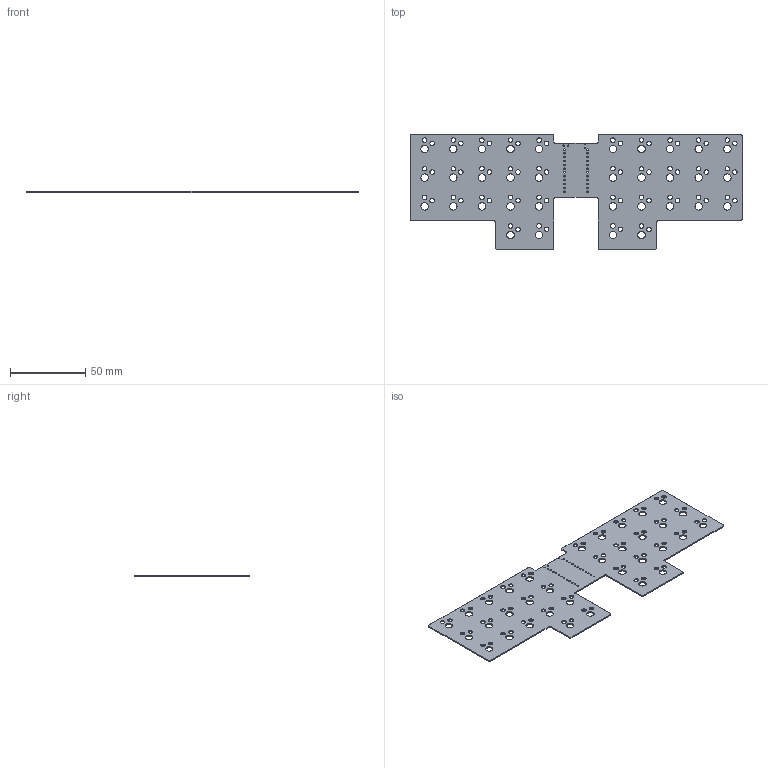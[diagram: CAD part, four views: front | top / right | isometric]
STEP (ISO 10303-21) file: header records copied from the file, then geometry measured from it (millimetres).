
FILE_DESCRIPTION(('KiCad electronic assembly'),'2;1');
FILE_NAME('board.step','2025-04-30T22:40:15',('Pcbnew'),('Kicad'), 'Open CASCADE STEP processor 7.8','KiCad to STEP converter','Unknown' );
FILE_SCHEMA(('AUTOMOTIVE_DESIGN { 1 0 10303 214 1 1 1 1 }'));
Length unit declared in the file: millimetre
Products named in the file (4): board 1; board_silkscreen; board_soldermask; board_PCB
Assembly tree (3 placements, depth 2):
  board 1
    board_silkscreen
    board_soldermask
    board_PCB
Bounding box: 220.5 x 76.5 x 0.83 mm (x, y, z)
Volume: 8760.8 mm3; surface area: 50860.9 mm2
Topology: 1 solids, 124 shells, 287 faces, 3233 edges, 3071 vertices
Faces by surface type: cylinder 146, plane 141
Full cylindrical faces by diameter (mm): 0.75 x2, 0.9 x2, 1 x24, 3 x68, 5 x34
Entity records: 32097 total; most frequent: CARTESIAN_POINT 6595, DIRECTION 5040, ORIENTED_EDGE 3719, EDGE_CURVE 3233, VERTEX_POINT 3071, LINE 2008, VECTOR 2008, AXIS2_PLACEMENT_3D 1516
